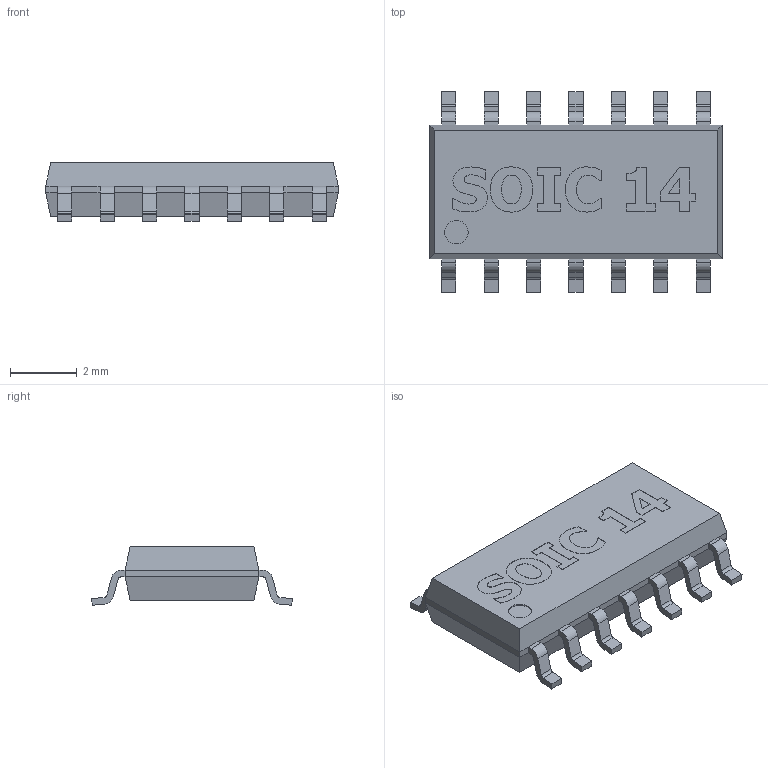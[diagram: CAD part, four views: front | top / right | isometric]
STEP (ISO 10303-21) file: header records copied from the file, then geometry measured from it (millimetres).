
FILE_DESCRIPTION(/* description */ ('STEP AP214'),/* implementation_level */ '2;1');
FILE_NAME(/* name */ 'SOIC-142.stp',/* time_stamp */ '2023-10-17T10:08:51-03:00',/* author */ ('rogerio.marcondeli'),/* organization */ (''),/* preprocessor_version */ 'ST-DEVELOPER v18.1',/* originating_system */ 'Autodesk Inventor 2022',/* authorisation */ '');
FILE_SCHEMA (('AUTOMOTIVE_DESIGN { 1 0 10303 214 3 1 1 }'));
Length unit declared in the file: millimetre
Products named in the file (1): SOIC-14
Bounding box: 8.75 x 6 x 1.75 mm (x, y, z)
Volume: 55.1 mm3; surface area: 130.4 mm2
Topology: 1 solids, 1 shells, 308 faces, 827 edges, 530 vertices
Faces by surface type: plane 207, cylinder 57, bspline 44
Full cylindrical faces by diameter (mm): 0.7 x1
Entity records: 10168 total; most frequent: CARTESIAN_POINT 2372, ORIENTED_EDGE 1654, DIRECTION 1383, EDGE_CURVE 827, LINE 625, VECTOR 625, VERTEX_POINT 530, AXIS2_PLACEMENT_3D 379
